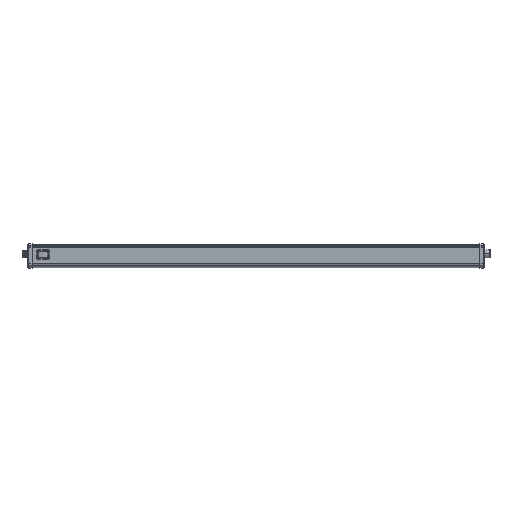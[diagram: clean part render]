
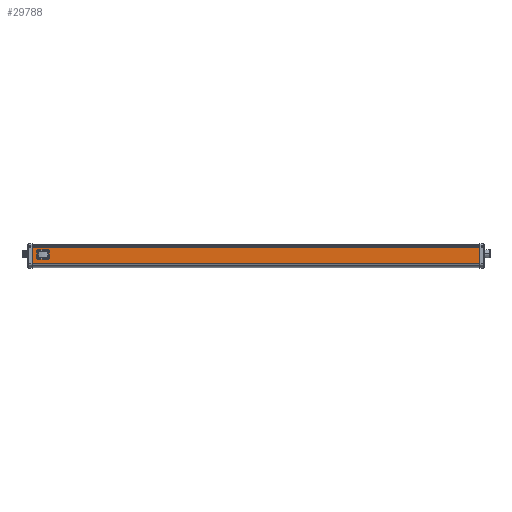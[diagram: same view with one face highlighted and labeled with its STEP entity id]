
A CAD part, top view. The second image highlights one B-rep face of the part: STEP entity #29788.
In plain terms, the highlighted planar face has unit normal (0, 0, 1).
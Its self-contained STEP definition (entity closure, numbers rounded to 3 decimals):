
#8843=DIRECTION('',(0.,-1.,0.));
#8844=VECTOR('',#8843,29.273);
#8845=CARTESIAN_POINT('',(431.5,-6.581,16.));
#8846=LINE('',#8845,#8844);
#8977=DIRECTION('',(1.,0.,0.));
#8978=VECTOR('',#8977,863.);
#8979=CARTESIAN_POINT('',(-431.5,-37.,16.));
#8980=LINE('',#8979,#8978);
#8981=DIRECTION('',(0.,-1.,0.));
#8982=VECTOR('',#8981,1.146);
#8983=CARTESIAN_POINT('',(-431.5,-35.854,16.));
#8984=LINE('',#8983,#8982);
#8985=DIRECTION('',(-1.,0.,0.));
#8986=VECTOR('',#8985,863.);
#8987=CARTESIAN_POINT('',(431.5,-6.581,16.));
#8988=LINE('',#8987,#8986);
#8989=DIRECTION('',(0.,-1.,0.));
#8990=VECTOR('',#8989,1.146);
#8991=CARTESIAN_POINT('',(431.5,-35.854,16.));
#8992=LINE('',#8991,#8990);
#8993=DIRECTION('',(0.,1.,0.));
#8994=VECTOR('',#8993,14.5);
#8995=CARTESIAN_POINT('',(-394.8,-26.45,16.));
#8996=LINE('',#8995,#8994);
#8997=CARTESIAN_POINT('',(-396.3,-11.95,16.));
#8998=DIRECTION('',(0.,0.,-1.));
#8999=DIRECTION('',(0.,1.,0.));
#9000=AXIS2_PLACEMENT_3D('',#8997,#8998,#8999);
#9002=DIRECTION('',(-1.,0.,0.));
#9003=VECTOR('',#9002,20.9);
#9004=CARTESIAN_POINT('',(-396.3,-10.45,16.));
#9005=LINE('',#9004,#9003);
#9006=CARTESIAN_POINT('',(-417.2,-11.95,16.));
#9007=DIRECTION('',(0.,0.,-1.));
#9008=DIRECTION('',(-1.,0.,0.));
#9009=AXIS2_PLACEMENT_3D('',#9006,#9007,#9008);
#9011=DIRECTION('',(0.,-1.,0.));
#9012=VECTOR('',#9011,14.5);
#9013=CARTESIAN_POINT('',(-418.7,-11.95,16.));
#9014=LINE('',#9013,#9012);
#9015=CARTESIAN_POINT('',(-417.2,-26.45,16.));
#9016=DIRECTION('',(0.,0.,-1.));
#9017=DIRECTION('',(0.,-1.,0.));
#9018=AXIS2_PLACEMENT_3D('',#9015,#9016,#9017);
#9020=DIRECTION('',(1.,0.,0.));
#9021=VECTOR('',#9020,20.9);
#9022=CARTESIAN_POINT('',(-417.2,-27.95,16.));
#9023=LINE('',#9022,#9021);
#9024=CARTESIAN_POINT('',(-396.3,-26.45,16.));
#9025=DIRECTION('',(0.,0.,-1.));
#9026=DIRECTION('',(1.,0.,0.));
#9027=AXIS2_PLACEMENT_3D('',#9024,#9025,#9026);
#18127=DIRECTION('',(0.,-1.,0.));
#18128=VECTOR('',#18127,29.273);
#18129=CARTESIAN_POINT('',(-431.5,-6.581,16.));
#18130=LINE('',#18129,#18128);
#19165=CARTESIAN_POINT('',(-431.5,-6.581,16.));
#19167=VERTEX_POINT('',#19165);
#19171=CARTESIAN_POINT('',(431.5,-6.581,16.));
#19172=VERTEX_POINT('',#19171);
#19349=CARTESIAN_POINT('',(-394.8,-26.45,16.));
#19350=CARTESIAN_POINT('',(-394.8,-11.95,16.));
#19351=VERTEX_POINT('',#19349);
#19352=VERTEX_POINT('',#19350);
#19353=CARTESIAN_POINT('',(-396.3,-10.45,16.));
#19354=CARTESIAN_POINT('',(-417.2,-10.45,16.));
#19355=VERTEX_POINT('',#19353);
#19356=VERTEX_POINT('',#19354);
#19357=CARTESIAN_POINT('',(-418.7,-11.95,16.));
#19358=CARTESIAN_POINT('',(-418.7,-26.45,16.));
#19359=VERTEX_POINT('',#19357);
#19360=VERTEX_POINT('',#19358);
#19361=CARTESIAN_POINT('',(-417.2,-27.95,16.));
#19362=CARTESIAN_POINT('',(-396.3,-27.95,16.));
#19363=VERTEX_POINT('',#19361);
#19364=VERTEX_POINT('',#19362);
#19803=CARTESIAN_POINT('',(-431.5,-35.854,16.));
#19805=VERTEX_POINT('',#19803);
#19829=CARTESIAN_POINT('',(-431.5,-37.,16.));
#19830=VERTEX_POINT('',#19829);
#20839=CARTESIAN_POINT('',(431.5,-35.854,16.));
#20841=VERTEX_POINT('',#20839);
#20869=CARTESIAN_POINT('',(431.5,-37.,16.));
#20870=VERTEX_POINT('',#20869);
#29753=CARTESIAN_POINT('',(-431.5,-6.414,16.));
#29754=DIRECTION('',(0.,0.,1.));
#29755=DIRECTION('',(0.,-1.,0.));
#29756=AXIS2_PLACEMENT_3D('',#29753,#29754,#29755);
#29757=PLANE('',#29756);
#29759=ORIENTED_EDGE('',*,*,#29758,.F.);
#29761=ORIENTED_EDGE('',*,*,#29760,.F.);
#29763=ORIENTED_EDGE('',*,*,#29762,.F.);
#29765=ORIENTED_EDGE('',*,*,#29764,.F.);
#29766=ORIENTED_EDGE('',*,*,#29549,.T.);
#29767=ORIENTED_EDGE('',*,*,#29730,.T.);
#29768=EDGE_LOOP('',(#29759,#29761,#29763,#29765,#29766,#29767));
#29769=FACE_OUTER_BOUND('',#29768,.F.);
#29771=ORIENTED_EDGE('',*,*,#29770,.T.);
#29773=ORIENTED_EDGE('',*,*,#29772,.F.);
#29775=ORIENTED_EDGE('',*,*,#29774,.T.);
#29777=ORIENTED_EDGE('',*,*,#29776,.F.);
#29779=ORIENTED_EDGE('',*,*,#29778,.T.);
#29781=ORIENTED_EDGE('',*,*,#29780,.F.);
#29783=ORIENTED_EDGE('',*,*,#29782,.T.);
#29785=ORIENTED_EDGE('',*,*,#29784,.F.);
#29786=EDGE_LOOP('',(#29771,#29773,#29775,#29777,#29779,#29781,#29783,#29785));
#29787=FACE_BOUND('',#29786,.F.);
#29788=ADVANCED_FACE('',(#29769,#29787),#29757,.T.);
#9001=CIRCLE('',#9000,1.5);
#9010=CIRCLE('',#9009,1.5);
#9019=CIRCLE('',#9018,1.5);
#9028=CIRCLE('',#9027,1.5);
#29549=EDGE_CURVE('',#19172,#20841,#8846,.T.);
#29730=EDGE_CURVE('',#20841,#20870,#8992,.T.);
#29758=EDGE_CURVE('',#19830,#20870,#8980,.T.);
#29760=EDGE_CURVE('',#19805,#19830,#8984,.T.);
#29762=EDGE_CURVE('',#19167,#19805,#18130,.T.);
#29764=EDGE_CURVE('',#19172,#19167,#8988,.T.);
#29770=EDGE_CURVE('',#19351,#19352,#8996,.T.);
#29772=EDGE_CURVE('',#19355,#19352,#9001,.T.);
#29774=EDGE_CURVE('',#19355,#19356,#9005,.T.);
#29776=EDGE_CURVE('',#19359,#19356,#9010,.T.);
#29778=EDGE_CURVE('',#19359,#19360,#9014,.T.);
#29780=EDGE_CURVE('',#19363,#19360,#9019,.T.);
#29782=EDGE_CURVE('',#19363,#19364,#9023,.T.);
#29784=EDGE_CURVE('',#19351,#19364,#9028,.T.);
